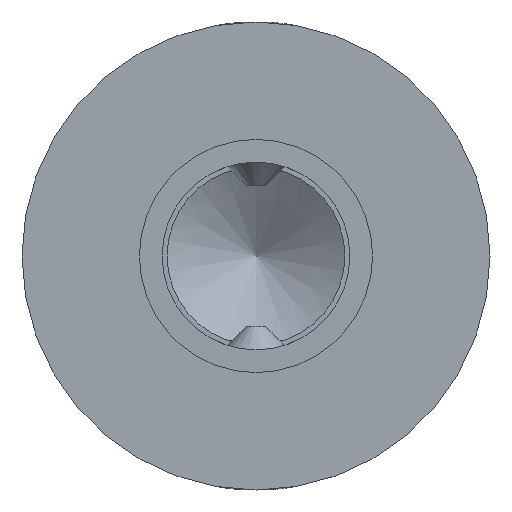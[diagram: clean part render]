
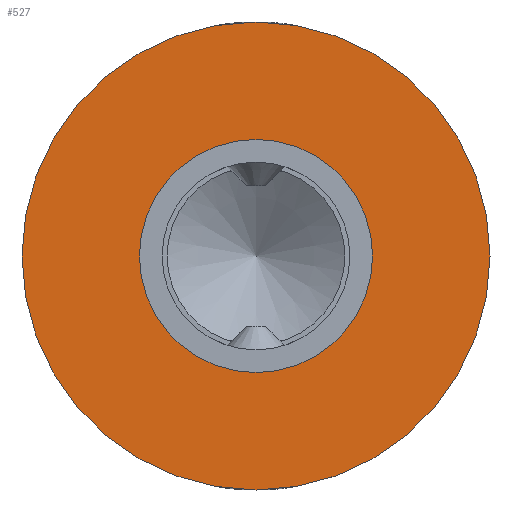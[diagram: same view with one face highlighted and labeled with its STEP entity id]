
A CAD part, front view. The second image highlights one B-rep face of the part: STEP entity #527.
In plain terms, the highlighted planar face has unit normal (0, -1, 0).
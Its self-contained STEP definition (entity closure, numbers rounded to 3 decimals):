
#210=PLANE('',#1937);
#527=ADVANCED_FACE('',(#641,#642),#210,.T.);
#641=FACE_BOUND('',#757,.T.);
#642=FACE_BOUND('',#758,.T.);
#757=EDGE_LOOP('',(#1060));
#758=EDGE_LOOP('',(#1061));
#1060=ORIENTED_EDGE('',*,*,#1662,.F.);
#1061=ORIENTED_EDGE('',*,*,#1663,.T.);
#1459=VERTEX_POINT('',#3106);
#1460=VERTEX_POINT('',#3108);
#1662=EDGE_CURVE('',#1459,#1459,#1806,.T.);
#1663=EDGE_CURVE('',#1460,#1460,#1807,.T.);
#1806=CIRCLE('',#1935,12.45);
#1807=CIRCLE('',#1936,25.);
#1935=AXIS2_PLACEMENT_3D('',#3105,#2298,#2299);
#1936=AXIS2_PLACEMENT_3D('',#3107,#2300,#2301);
#1937=AXIS2_PLACEMENT_3D('',#3109,#2302,#2303);
#2298=DIRECTION('',(0.,-1.,0.));
#2299=DIRECTION('',(0.,0.,-1.));
#2300=DIRECTION('',(0.,-1.,0.));
#2301=DIRECTION('',(0.,0.,-1.));
#2302=DIRECTION('',(0.,-1.,0.));
#2303=DIRECTION('',(0.,0.,1.));
#3105=CARTESIAN_POINT('',(0.,-47.,0.));
#3106=CARTESIAN_POINT('',(0.,-47.,-12.45));
#3107=CARTESIAN_POINT('',(0.,-47.,0.));
#3108=CARTESIAN_POINT('',(0.,-47.,-25.));
#3109=CARTESIAN_POINT('',(0.,-47.,0.));
